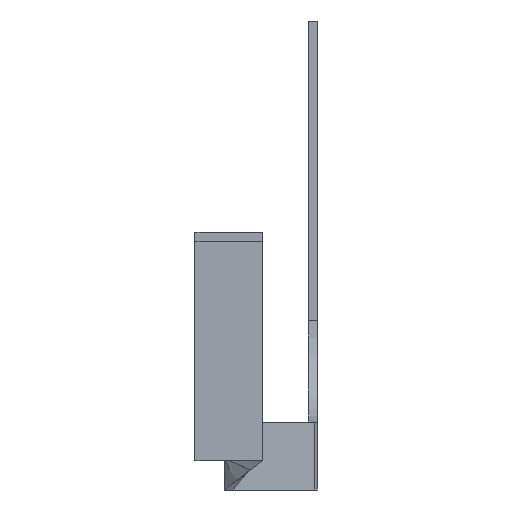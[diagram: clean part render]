
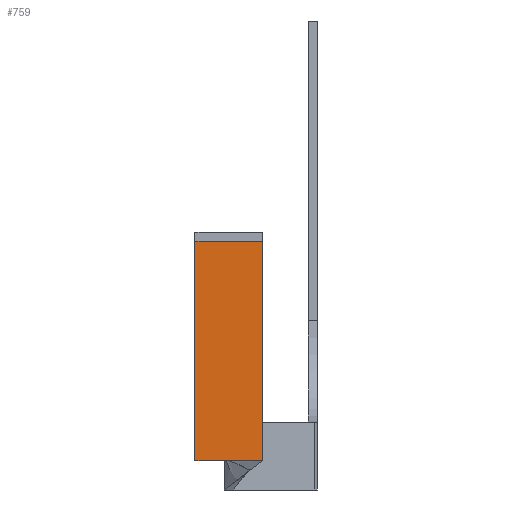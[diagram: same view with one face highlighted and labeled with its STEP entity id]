
A CAD part, front view. The second image highlights one B-rep face of the part: STEP entity #759.
In plain terms, the highlighted planar face has unit normal (0, -1, 0).
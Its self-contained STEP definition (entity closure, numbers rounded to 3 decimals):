
#25 = VECTOR ( 'NONE', #968, 1000. ) ;
#130 = VECTOR ( 'NONE', #394, 1000. ) ;
#198 = EDGE_CURVE ( 'NONE', #950, #1018, #462, .T. ) ;
#343 = VECTOR ( 'NONE', #350, 1000. ) ;
#350 = DIRECTION ( 'NONE',  ( -1., 0., 0. ) ) ;
#359 = CARTESIAN_POINT ( 'NONE',  ( -20., -615., -194. ) ) ;
#394 = DIRECTION ( 'NONE',  ( 0., 0., 1. ) ) ;
#408 = CARTESIAN_POINT ( 'NONE',  ( -20., -615., -194. ) ) ;
#411 = CARTESIAN_POINT ( 'NONE',  ( -20., -615., -97. ) ) ;
#419 = CARTESIAN_POINT ( 'NONE',  ( -50., -615., -97. ) ) ;
#423 = DIRECTION ( 'NONE',  ( -1., 0., 0. ) ) ;
#462 = LINE ( 'NONE', #1196, #25 ) ;
#548 = AXIS2_PLACEMENT_3D ( 'NONE', #896, #882, #876 ) ;
#569 = CARTESIAN_POINT ( 'NONE',  ( -50., -615., -194. ) ) ;
#620 = EDGE_LOOP ( 'NONE', ( #959, #762, #723, #1111 ) ) ;
#638 = VECTOR ( 'NONE', #423, 1000. ) ;
#684 = CARTESIAN_POINT ( 'NONE',  ( -20., -615., -194. ) ) ;
#723 = ORIENTED_EDGE ( 'NONE', *, *, #1028, .T. ) ;
#759 = ADVANCED_FACE ( 'NONE', ( #827 ), #908, .T. ) ;
#762 = ORIENTED_EDGE ( 'NONE', *, *, #1040, .F. ) ;
#764 = CARTESIAN_POINT ( 'NONE',  ( -20., -615., -97. ) ) ;
#812 = VERTEX_POINT ( 'NONE', #764 ) ;
#827 = FACE_OUTER_BOUND ( 'NONE', #620, .T. ) ;
#856 = VERTEX_POINT ( 'NONE', #684 ) ;
#876 = DIRECTION ( 'NONE',  ( 1., 0., 0. ) ) ;
#882 = DIRECTION ( 'NONE',  ( 0., -1., 0. ) ) ;
#896 = CARTESIAN_POINT ( 'NONE',  ( -20., -615., -194. ) ) ;
#908 = PLANE ( 'NONE',  #548 ) ;
#950 = VERTEX_POINT ( 'NONE', #569 ) ;
#959 = ORIENTED_EDGE ( 'NONE', *, *, #198, .F. ) ;
#968 = DIRECTION ( 'NONE',  ( 0., 0., 1. ) ) ;
#1018 = VERTEX_POINT ( 'NONE', #419 ) ;
#1024 = EDGE_CURVE ( 'NONE', #812, #1018, #1148, .T. ) ;
#1028 = EDGE_CURVE ( 'NONE', #856, #812, #1175, .T. ) ;
#1040 = EDGE_CURVE ( 'NONE', #856, #950, #1108, .T. ) ;
#1108 = LINE ( 'NONE', #359, #343 ) ;
#1111 = ORIENTED_EDGE ( 'NONE', *, *, #1024, .T. ) ;
#1148 = LINE ( 'NONE', #411, #638 ) ;
#1175 = LINE ( 'NONE', #408, #130 ) ;
#1196 = CARTESIAN_POINT ( 'NONE',  ( -50., -615., -194. ) ) ;
